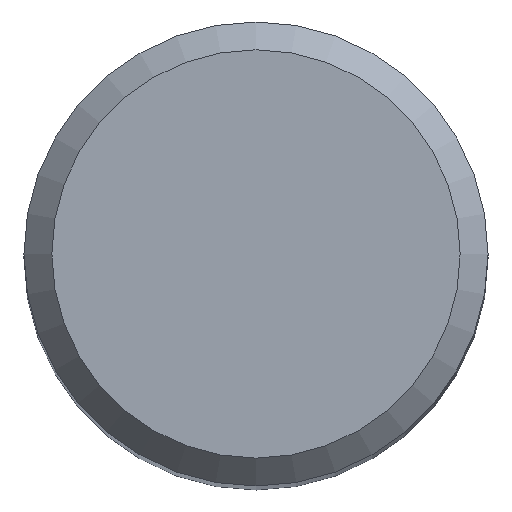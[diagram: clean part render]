
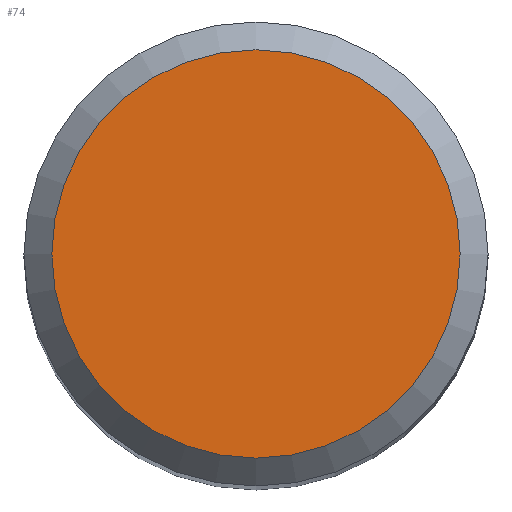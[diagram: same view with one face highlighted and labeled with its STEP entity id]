
A CAD part, top view. The second image highlights one B-rep face of the part: STEP entity #74.
In plain terms, the highlighted planar face has unit normal (0, 0, 1).
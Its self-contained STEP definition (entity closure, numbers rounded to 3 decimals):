
#74=ADVANCED_FACE('NONE',(#89),#85,.T.);
#85=PLANE('',#204);
#89=FACE_OUTER_BOUND('',#93,.T.);
#93=EDGE_LOOP('',(#111));
#111=ORIENTED_EDGE('',*,*,#138,.F.);
#129=VERTEX_POINT('',#305);
#138=EDGE_CURVE('NONE',#129,#129,#147,.T.);
#147=CIRCLE('',#203,2.2);
#203=AXIS2_PLACEMENT_3D('',#304,#230,#231);
#204=AXIS2_PLACEMENT_3D('',#306,#232,#233);
#230=DIRECTION('',(0.,0.,-1.));
#231=DIRECTION('',(-1.,0.,0.));
#232=DIRECTION('',(0.,0.,1.));
#233=DIRECTION('',(1.,0.,0.));
#304=CARTESIAN_POINT('',(0.,0.,0.));
#305=CARTESIAN_POINT('',(-2.2,0.,0.));
#306=CARTESIAN_POINT('',(0.,0.,0.));
